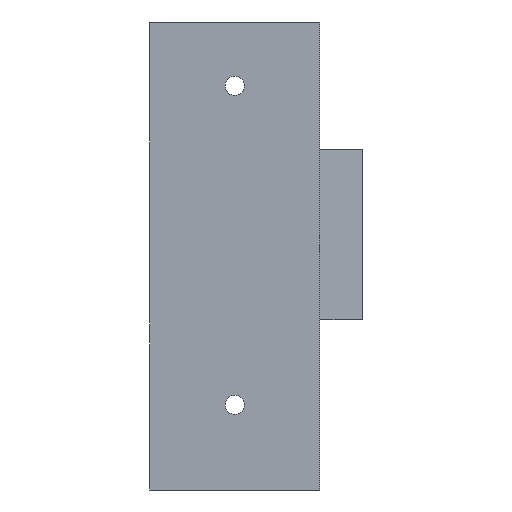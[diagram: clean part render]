
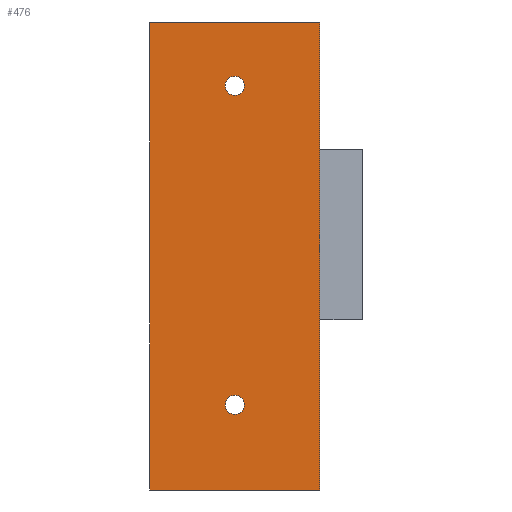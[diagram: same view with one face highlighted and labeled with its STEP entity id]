
A CAD part, front view. The second image highlights one B-rep face of the part: STEP entity #476.
In plain terms, the highlighted planar face has unit normal (0, -1, 0).
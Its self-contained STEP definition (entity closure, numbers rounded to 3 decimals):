
#7 = EDGE_CURVE ( 'NONE', #639, #1096, #841, .T. ) ;
#29 = VECTOR ( 'NONE', #110, 1000. ) ;
#44 = CARTESIAN_POINT ( 'NONE',  ( 0., 0., -40. ) ) ;
#47 = DIRECTION ( 'NONE',  ( 1., 0., 0. ) ) ;
#57 = ORIENTED_EDGE ( 'NONE', *, *, #1164, .F. ) ;
#87 = DIRECTION ( 'NONE',  ( 0., 0., 1. ) ) ;
#102 = CARTESIAN_POINT ( 'NONE',  ( 0., 0., -42.25 ) ) ;
#110 = DIRECTION ( 'NONE',  ( 0., 0., -1. ) ) ;
#138 = LINE ( 'NONE', #688, #400 ) ;
#142 = ORIENTED_EDGE ( 'NONE', *, *, #1147, .T. ) ;
#157 = VERTEX_POINT ( 'NONE', #704 ) ;
#163 = CARTESIAN_POINT ( 'NONE',  ( 20., 0., 50. ) ) ;
#166 = AXIS2_PLACEMENT_3D ( 'NONE', #195, #1013, #1189 ) ;
#195 = CARTESIAN_POINT ( 'NONE',  ( 0., 0., -40. ) ) ;
#214 = EDGE_CURVE ( 'NONE', #947, #157, #138, .T. ) ;
#233 = DIRECTION ( 'NONE',  ( 0., 1., 0. ) ) ;
#257 = DIRECTION ( 'NONE',  ( 0., 1., 0. ) ) ;
#264 = CIRCLE ( 'NONE', #933, 2.25 ) ;
#280 = CIRCLE ( 'NONE', #166, 2.25 ) ;
#287 = CARTESIAN_POINT ( 'NONE',  ( 0., 0., 35. ) ) ;
#330 = DIRECTION ( 'NONE',  ( 0., 0., 1. ) ) ;
#344 = VERTEX_POINT ( 'NONE', #102 ) ;
#386 = CARTESIAN_POINT ( 'NONE',  ( -20., 0., 20. ) ) ;
#400 = VECTOR ( 'NONE', #423, 1000. ) ;
#409 = CARTESIAN_POINT ( 'NONE',  ( -20., 0., 20. ) ) ;
#423 = DIRECTION ( 'NONE',  ( 0., 0., -1. ) ) ;
#430 = CARTESIAN_POINT ( 'NONE',  ( -20., 0., -60. ) ) ;
#465 = VERTEX_POINT ( 'NONE', #682 ) ;
#471 = CARTESIAN_POINT ( 'NONE',  ( -20., 0., 50. ) ) ;
#476 = ADVANCED_FACE ( 'NONE', ( #892, #594, #1150 ), #968, .F. ) ;
#522 = CIRCLE ( 'NONE', #735, 2.25 ) ;
#528 = EDGE_CURVE ( 'NONE', #1096, #157, #791, .T. ) ;
#546 = AXIS2_PLACEMENT_3D ( 'NONE', #409, #233, #330 ) ;
#547 = ORIENTED_EDGE ( 'NONE', *, *, #1028, .T. ) ;
#594 = FACE_BOUND ( 'NONE', #1049, .T. ) ;
#607 = EDGE_CURVE ( 'NONE', #680, #344, #280, .T. ) ;
#628 = DIRECTION ( 'NONE',  ( 0., 0., 1. ) ) ;
#639 = VERTEX_POINT ( 'NONE', #1183 ) ;
#644 = DIRECTION ( 'NONE',  ( 1., 0., 0. ) ) ;
#645 = EDGE_LOOP ( 'NONE', ( #1138, #547 ) ) ;
#680 = VERTEX_POINT ( 'NONE', #726 ) ;
#682 = CARTESIAN_POINT ( 'NONE',  ( 0., 0., 32.75 ) ) ;
#688 = CARTESIAN_POINT ( 'NONE',  ( 20., 0., 20. ) ) ;
#696 = VECTOR ( 'NONE', #47, 1000. ) ;
#704 = CARTESIAN_POINT ( 'NONE',  ( 20., 0., -60. ) ) ;
#724 = DIRECTION ( 'NONE',  ( 0., 0., 1. ) ) ;
#726 = CARTESIAN_POINT ( 'NONE',  ( 0., 0., -37.75 ) ) ;
#735 = AXIS2_PLACEMENT_3D ( 'NONE', #287, #257, #628 ) ;
#743 = EDGE_CURVE ( 'NONE', #764, #465, #522, .T. ) ;
#746 = DIRECTION ( 'NONE',  ( 0., 1., 0. ) ) ;
#751 = CARTESIAN_POINT ( 'NONE',  ( 0., 0., 35. ) ) ;
#764 = VERTEX_POINT ( 'NONE', #953 ) ;
#791 = LINE ( 'NONE', #430, #696 ) ;
#814 = DIRECTION ( 'NONE',  ( 0., 1., 0. ) ) ;
#832 = LINE ( 'NONE', #471, #1184 ) ;
#841 = LINE ( 'NONE', #386, #29 ) ;
#887 = ORIENTED_EDGE ( 'NONE', *, *, #528, .T. ) ;
#892 = FACE_BOUND ( 'NONE', #645, .T. ) ;
#921 = ORIENTED_EDGE ( 'NONE', *, *, #214, .F. ) ;
#933 = AXIS2_PLACEMENT_3D ( 'NONE', #44, #814, #724 ) ;
#934 = ORIENTED_EDGE ( 'NONE', *, *, #743, .T. ) ;
#947 = VERTEX_POINT ( 'NONE', #163 ) ;
#953 = CARTESIAN_POINT ( 'NONE',  ( 0., 0., 37.25 ) ) ;
#968 = PLANE ( 'NONE',  #546 ) ;
#1009 = AXIS2_PLACEMENT_3D ( 'NONE', #751, #746, #87 ) ;
#1012 = ORIENTED_EDGE ( 'NONE', *, *, #7, .T. ) ;
#1013 = DIRECTION ( 'NONE',  ( 0., 1., 0. ) ) ;
#1028 = EDGE_CURVE ( 'NONE', #344, #680, #264, .T. ) ;
#1032 = EDGE_LOOP ( 'NONE', ( #1012, #887, #921, #57 ) ) ;
#1049 = EDGE_LOOP ( 'NONE', ( #934, #142 ) ) ;
#1096 = VERTEX_POINT ( 'NONE', #1197 ) ;
#1124 = CIRCLE ( 'NONE', #1009, 2.25 ) ;
#1138 = ORIENTED_EDGE ( 'NONE', *, *, #607, .T. ) ;
#1147 = EDGE_CURVE ( 'NONE', #465, #764, #1124, .T. ) ;
#1150 = FACE_OUTER_BOUND ( 'NONE', #1032, .T. ) ;
#1164 = EDGE_CURVE ( 'NONE', #639, #947, #832, .T. ) ;
#1183 = CARTESIAN_POINT ( 'NONE',  ( -20., 0., 50. ) ) ;
#1184 = VECTOR ( 'NONE', #644, 1000. ) ;
#1189 = DIRECTION ( 'NONE',  ( 0., 0., 1. ) ) ;
#1197 = CARTESIAN_POINT ( 'NONE',  ( -20., 0., -60. ) ) ;
